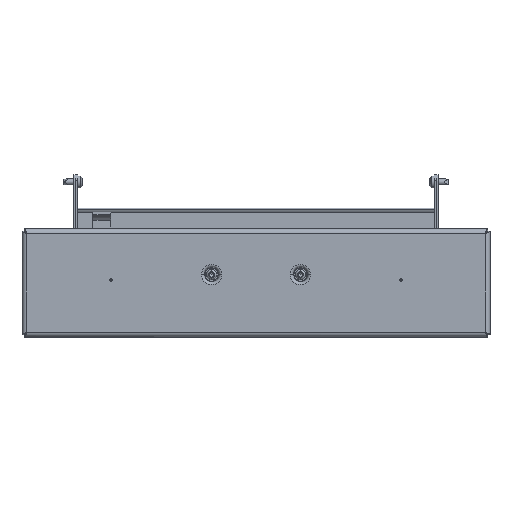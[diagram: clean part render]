
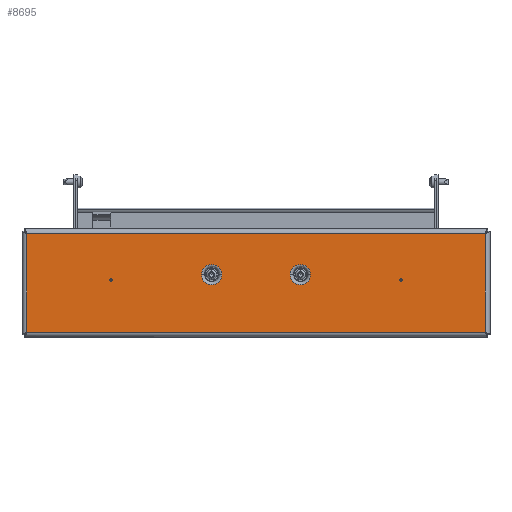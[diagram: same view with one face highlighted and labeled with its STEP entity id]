
A CAD part, top view. The second image highlights one B-rep face of the part: STEP entity #8695.
In plain terms, the highlighted planar face has unit normal (0, 0, 1).
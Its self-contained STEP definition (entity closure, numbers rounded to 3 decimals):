
#282 = ORIENTED_EDGE ( 'NONE', *, *, #6700, .F. ) ;
#298 = DIRECTION ( 'NONE',  ( 0., 0., -1. ) ) ;
#327 = EDGE_LOOP ( 'NONE', ( #7260, #3333 ) ) ;
#349 = EDGE_CURVE ( 'NONE', #15844, #9957, #6070, .T. ) ;
#426 = DIRECTION ( 'NONE',  ( 0., 0., -1. ) ) ;
#780 = CARTESIAN_POINT ( 'NONE',  ( 122.5, 2.808, 2. ) ) ;
#847 = EDGE_CURVE ( 'NONE', #1585, #1223, #10889, .T. ) ;
#893 = VECTOR ( 'NONE', #4973, 1000. ) ;
#995 = ORIENTED_EDGE ( 'NONE', *, *, #10176, .F. ) ;
#1010 = EDGE_CURVE ( 'NONE', #2874, #3189, #4589, .T. ) ;
#1114 = CARTESIAN_POINT ( 'NONE',  ( -193.5, 41., 2. ) ) ;
#1135 = VERTEX_POINT ( 'NONE', #9647 ) ;
#1223 = VERTEX_POINT ( 'NONE', #4553 ) ;
#1283 = CARTESIAN_POINT ( 'NONE',  ( -197.5, -46.5, 2. ) ) ;
#1450 = CARTESIAN_POINT ( 'NONE',  ( -46., 6.25, 2. ) ) ;
#1522 = DIRECTION ( 'NONE',  ( 0., -1., 0. ) ) ;
#1585 = VERTEX_POINT ( 'NONE', #1114 ) ;
#1762 = DIRECTION ( 'NONE',  ( 1., 0., 0. ) ) ;
#1857 = VECTOR ( 'NONE', #1522, 1000. ) ;
#2315 = EDGE_CURVE ( 'NONE', #1135, #9531, #3711, .T. ) ;
#2316 = CARTESIAN_POINT ( 'NONE',  ( -195.429, -42.5, 2. ) ) ;
#2332 = LINE ( 'NONE', #4593, #15772 ) ;
#2612 = FACE_OUTER_BOUND ( 'NONE', #14635, .T. ) ;
#2874 = VERTEX_POINT ( 'NONE', #10524 ) ;
#3189 = VERTEX_POINT ( 'NONE', #780 ) ;
#3236 = DIRECTION ( 'NONE',  ( -1., 0., 0. ) ) ;
#3258 = EDGE_CURVE ( 'NONE', #3189, #2874, #14414, .T. ) ;
#3333 = ORIENTED_EDGE ( 'NONE', *, *, #2315, .T. ) ;
#3500 = EDGE_CURVE ( 'NONE', #9531, #1135, #11441, .T. ) ;
#3711 = CIRCLE ( 'NONE', #9189, 1.058 ) ;
#3845 = AXIS2_PLACEMENT_3D ( 'NONE', #5571, #8289, #1762 ) ;
#3920 = PLANE ( 'NONE',  #7717 ) ;
#4264 = CARTESIAN_POINT ( 'NONE',  ( -122.5, 2.808, 2. ) ) ;
#4439 = LINE ( 'NONE', #2316, #893 ) ;
#4553 = CARTESIAN_POINT ( 'NONE',  ( -193.5, -42.5, 2. ) ) ;
#4589 = CIRCLE ( 'NONE', #8156, 1.058 ) ;
#4593 = CARTESIAN_POINT ( 'NONE',  ( 195.429, 41., 2. ) ) ;
#4841 = CIRCLE ( 'NONE', #3845, 8.5 ) ;
#4973 = DIRECTION ( 'NONE',  ( 1., 0., 0. ) ) ;
#5065 = CARTESIAN_POINT ( 'NONE',  ( 122.5, 1.75, 2. ) ) ;
#5270 = DIRECTION ( 'NONE',  ( 1., 0., 0. ) ) ;
#5414 = EDGE_CURVE ( 'NONE', #1223, #7180, #4439, .T. ) ;
#5466 = VERTEX_POINT ( 'NONE', #12333 ) ;
#5571 = CARTESIAN_POINT ( 'NONE',  ( 37.5, 6.25, 2. ) ) ;
#5746 = VECTOR ( 'NONE', #15006, 1000. ) ;
#5788 = AXIS2_PLACEMENT_3D ( 'NONE', #9813, #12398, #7059 ) ;
#6070 = CIRCLE ( 'NONE', #17252, 8.5 ) ;
#6174 = CARTESIAN_POINT ( 'NONE',  ( -29., 6.25, 2. ) ) ;
#6627 = DIRECTION ( 'NONE',  ( 0., 0., 1. ) ) ;
#6700 = EDGE_CURVE ( 'NONE', #5466, #14485, #4841, .T. ) ;
#7059 = DIRECTION ( 'NONE',  ( 1., 0., 0. ) ) ;
#7180 = VERTEX_POINT ( 'NONE', #10622 ) ;
#7260 = ORIENTED_EDGE ( 'NONE', *, *, #3500, .T. ) ;
#7374 = EDGE_CURVE ( 'NONE', #16120, #1585, #2332, .T. ) ;
#7706 = ORIENTED_EDGE ( 'NONE', *, *, #847, .T. ) ;
#7717 = AXIS2_PLACEMENT_3D ( 'NONE', #1283, #6627, #5270 ) ;
#8089 = AXIS2_PLACEMENT_3D ( 'NONE', #9790, #298, #11029 ) ;
#8156 = AXIS2_PLACEMENT_3D ( 'NONE', #10729, #15945, #13320 ) ;
#8289 = DIRECTION ( 'NONE',  ( 0., 0., 1. ) ) ;
#8695 = ADVANCED_FACE ( '�����2', ( #8729, #16053, #16264, #15649, #2612 ), #3920, .T. ) ;
#8729 = FACE_BOUND ( 'NONE', #16434, .T. ) ;
#8765 = EDGE_CURVE ( 'NONE', #9957, #15844, #9144, .T. ) ;
#9144 = CIRCLE ( 'NONE', #16700, 8.5 ) ;
#9189 = AXIS2_PLACEMENT_3D ( 'NONE', #16557, #426, #12527 ) ;
#9477 = CARTESIAN_POINT ( 'NONE',  ( -37.5, 6.25, 2. ) ) ;
#9531 = VERTEX_POINT ( 'NONE', #4264 ) ;
#9544 = ORIENTED_EDGE ( 'NONE', *, *, #3258, .T. ) ;
#9565 = EDGE_CURVE ( 'NONE', #7180, #16120, #9961, .T. ) ;
#9647 = CARTESIAN_POINT ( 'NONE',  ( -122.5, 0.692, 2. ) ) ;
#9693 = ORIENTED_EDGE ( 'NONE', *, *, #8765, .T. ) ;
#9790 = CARTESIAN_POINT ( 'NONE',  ( -122.5, 1.75, 2. ) ) ;
#9813 = CARTESIAN_POINT ( 'NONE',  ( 37.5, 6.25, 2. ) ) ;
#9957 = VERTEX_POINT ( 'NONE', #1450 ) ;
#9961 = LINE ( 'NONE', #15191, #5746 ) ;
#10176 = EDGE_CURVE ( 'NONE', #14485, #5466, #17088, .T. ) ;
#10342 = DIRECTION ( 'NONE',  ( 1., 0., 0. ) ) ;
#10406 = ORIENTED_EDGE ( 'NONE', *, *, #1010, .T. ) ;
#10524 = CARTESIAN_POINT ( 'NONE',  ( 122.5, 0.692, 2. ) ) ;
#10613 = DIRECTION ( 'NONE',  ( 0., 0., -1. ) ) ;
#10622 = CARTESIAN_POINT ( 'NONE',  ( 193.5, -42.5, 2. ) ) ;
#10729 = CARTESIAN_POINT ( 'NONE',  ( 122.5, 1.75, 2. ) ) ;
#10889 = LINE ( 'NONE', #15003, #1857 ) ;
#11029 = DIRECTION ( 'NONE',  ( 1., 0., 0. ) ) ;
#11441 = CIRCLE ( 'NONE', #8089, 1.058 ) ;
#12333 = CARTESIAN_POINT ( 'NONE',  ( 46., 6.25, 2. ) ) ;
#12398 = DIRECTION ( 'NONE',  ( 0., 0., 1. ) ) ;
#12527 = DIRECTION ( 'NONE',  ( 1., 0., 0. ) ) ;
#12697 = DIRECTION ( 'NONE',  ( -1., 0., 0. ) ) ;
#13254 = DIRECTION ( 'NONE',  ( -1., 0., 0. ) ) ;
#13320 = DIRECTION ( 'NONE',  ( 1., 0., 0. ) ) ;
#13572 = CARTESIAN_POINT ( 'NONE',  ( 193.5, 41., 2. ) ) ;
#13872 = DIRECTION ( 'NONE',  ( 0., 0., -1. ) ) ;
#14307 = ORIENTED_EDGE ( 'NONE', *, *, #5414, .T. ) ;
#14414 = CIRCLE ( 'NONE', #16605, 1.058 ) ;
#14485 = VERTEX_POINT ( 'NONE', #16981 ) ;
#14573 = DIRECTION ( 'NONE',  ( 0., 0., -1. ) ) ;
#14635 = EDGE_LOOP ( 'NONE', ( #15301, #7706, #14307, #16924 ) ) ;
#15003 = CARTESIAN_POINT ( 'NONE',  ( -193.5, 42.929, 2. ) ) ;
#15006 = DIRECTION ( 'NONE',  ( 0., 1., 0. ) ) ;
#15141 = EDGE_LOOP ( 'NONE', ( #9544, #10406 ) ) ;
#15191 = CARTESIAN_POINT ( 'NONE',  ( 193.5, -44.429, 2. ) ) ;
#15301 = ORIENTED_EDGE ( 'NONE', *, *, #7374, .T. ) ;
#15649 = FACE_BOUND ( 'NONE', #15141, .T. ) ;
#15772 = VECTOR ( 'NONE', #3236, 1000. ) ;
#15844 = VERTEX_POINT ( 'NONE', #6174 ) ;
#15945 = DIRECTION ( 'NONE',  ( 0., 0., -1. ) ) ;
#16053 = FACE_BOUND ( 'NONE', #327, .T. ) ;
#16120 = VERTEX_POINT ( 'NONE', #13572 ) ;
#16198 = EDGE_LOOP ( 'NONE', ( #282, #995 ) ) ;
#16264 = FACE_BOUND ( 'NONE', #16198, .T. ) ;
#16434 = EDGE_LOOP ( 'NONE', ( #9693, #17266 ) ) ;
#16557 = CARTESIAN_POINT ( 'NONE',  ( -122.5, 1.75, 2. ) ) ;
#16605 = AXIS2_PLACEMENT_3D ( 'NONE', #5065, #14573, #10342 ) ;
#16610 = CARTESIAN_POINT ( 'NONE',  ( -37.5, 6.25, 2. ) ) ;
#16700 = AXIS2_PLACEMENT_3D ( 'NONE', #16610, #13872, #12697 ) ;
#16924 = ORIENTED_EDGE ( 'NONE', *, *, #9565, .T. ) ;
#16981 = CARTESIAN_POINT ( 'NONE',  ( 29., 6.25, 2. ) ) ;
#17088 = CIRCLE ( 'NONE', #5788, 8.5 ) ;
#17252 = AXIS2_PLACEMENT_3D ( 'NONE', #9477, #10613, #13254 ) ;
#17266 = ORIENTED_EDGE ( 'NONE', *, *, #349, .T. ) ;
